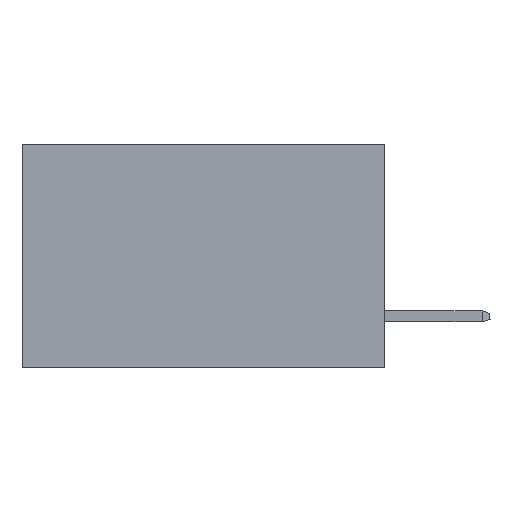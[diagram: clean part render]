
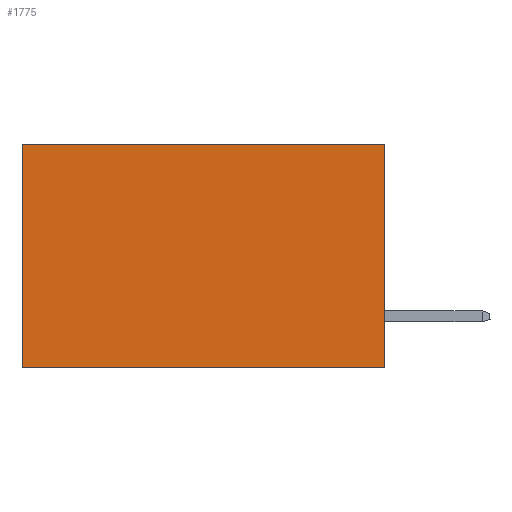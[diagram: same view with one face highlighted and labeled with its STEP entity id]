
A CAD part, left-side view. The second image highlights one B-rep face of the part: STEP entity #1775.
In plain terms, the highlighted planar face has unit normal (-1, 0, 0).
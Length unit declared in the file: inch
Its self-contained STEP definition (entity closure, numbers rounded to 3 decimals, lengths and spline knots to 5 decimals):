
#1327 = VECTOR ( 'NONE', #5097, 39.37008 ) ;
#1536 = VERTEX_POINT ( 'NONE', #11709 ) ;
#1775 = ADVANCED_FACE ( 'NONE', ( #8440 ), #2560, .F. ) ;
#2428 = CARTESIAN_POINT ( 'NONE',  ( 0.298, 0.6, 0. ) ) ;
#2560 = PLANE ( 'NONE',  #20420 ) ;
#2739 = LINE ( 'NONE', #14426, #3804 ) ;
#3353 = VERTEX_POINT ( 'NONE', #19550 ) ;
#3804 = VECTOR ( 'NONE', #17928, 39.37008 ) ;
#3985 = CARTESIAN_POINT ( 'NONE',  ( 0.298, 0., 0. ) ) ;
#4113 = EDGE_LOOP ( 'NONE', ( #7889, #15577, #18480, #10683 ) ) ;
#4157 = DIRECTION ( 'NONE',  ( 0., 1., 0. ) ) ;
#4485 = VERTEX_POINT ( 'NONE', #2428 ) ;
#5032 = CARTESIAN_POINT ( 'NONE',  ( 0.298, 0.6, -0.37 ) ) ;
#5097 = DIRECTION ( 'NONE',  ( 0., 0., -1. ) ) ;
#5119 = LINE ( 'NONE', #13632, #14582 ) ;
#5518 = EDGE_CURVE ( 'NONE', #3353, #4485, #5119, .T. ) ;
#7413 = CARTESIAN_POINT ( 'NONE',  ( 0.298, 0., -0.37 ) ) ;
#7889 = ORIENTED_EDGE ( 'NONE', *, *, #18751, .T. ) ;
#8082 = LINE ( 'NONE', #11809, #1327 ) ;
#8440 = FACE_OUTER_BOUND ( 'NONE', #4113, .T. ) ;
#9186 = VERTEX_POINT ( 'NONE', #5032 ) ;
#10683 = ORIENTED_EDGE ( 'NONE', *, *, #5518, .T. ) ;
#10812 = VECTOR ( 'NONE', #4157, 39.37008 ) ;
#11020 = EDGE_CURVE ( 'NONE', #3353, #1536, #2739, .T. ) ;
#11155 = EDGE_CURVE ( 'NONE', #1536, #9186, #14088, .T. ) ;
#11709 = CARTESIAN_POINT ( 'NONE',  ( 0.298, 0., -0.37 ) ) ;
#11809 = CARTESIAN_POINT ( 'NONE',  ( 0.298, 0.6, 0. ) ) ;
#13632 = CARTESIAN_POINT ( 'NONE',  ( 0.298, 0., 0. ) ) ;
#14088 = LINE ( 'NONE', #7413, #10812 ) ;
#14426 = CARTESIAN_POINT ( 'NONE',  ( 0.298, 0., 0. ) ) ;
#14582 = VECTOR ( 'NONE', #14988, 39.37008 ) ;
#14988 = DIRECTION ( 'NONE',  ( 0., 1., 0. ) ) ;
#15052 = DIRECTION ( 'NONE',  ( 0., 0., -1. ) ) ;
#15577 = ORIENTED_EDGE ( 'NONE', *, *, #11155, .F. ) ;
#16112 = DIRECTION ( 'NONE',  ( 1., 0., 0. ) ) ;
#17928 = DIRECTION ( 'NONE',  ( 0., 0., -1. ) ) ;
#18480 = ORIENTED_EDGE ( 'NONE', *, *, #11020, .F. ) ;
#18751 = EDGE_CURVE ( 'NONE', #4485, #9186, #8082, .T. ) ;
#19550 = CARTESIAN_POINT ( 'NONE',  ( 0.298, 0., 0. ) ) ;
#20420 = AXIS2_PLACEMENT_3D ( 'NONE', #3985, #16112, #15052 ) ;
